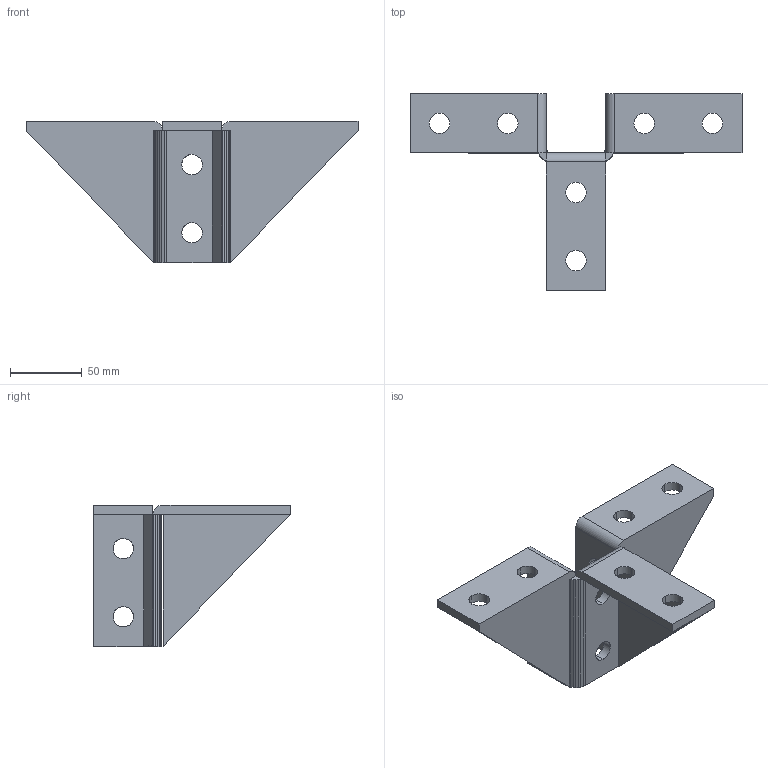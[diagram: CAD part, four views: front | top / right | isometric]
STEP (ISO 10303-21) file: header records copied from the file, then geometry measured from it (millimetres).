
FILE_DESCRIPTION(('TurboCAD Mac Pro'),'Build 980');
FILE_NAME('P2230.stp',' ',(''),(''),'ACIS Interop','IMSI','TurboCAD Mac Pro BY IMSI, INCORPORATED');
FILE_SCHEMA(('automotive_design'));
Length unit declared in the file: inch
Products named in the file (1): 1
Bounding box: 231.44 x 136.96 x 98.42 mm (x, y, z)
Volume: 215438.2 mm3; surface area: 80219.3 mm2
Topology: 1 solids, 1 shells, 118 faces, 331 edges, 215 vertices
Faces by surface type: plane 67, bspline 48, cylinder 3
Entity records: 5393 total; most frequent: CARTESIAN_POINT 1673, ORIENTED_EDGE 662, DIRECTION 383, EDGE_CURVE 331, LINE 229, VECTOR 229, VERTEX_POINT 215, EDGE_LOOP 142
